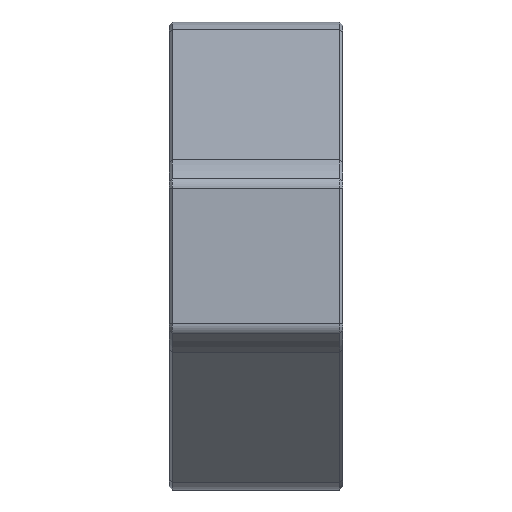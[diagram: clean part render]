
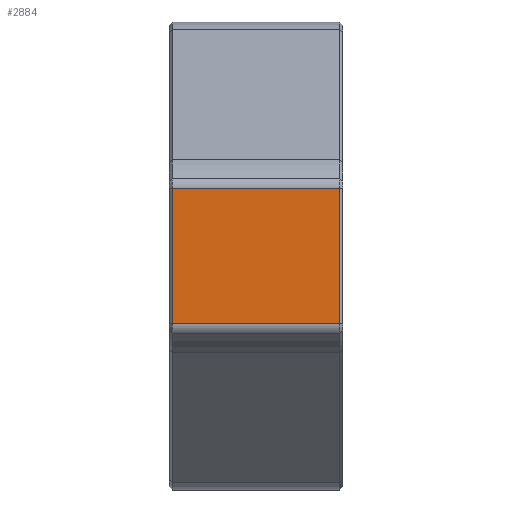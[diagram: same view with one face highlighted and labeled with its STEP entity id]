
A CAD part, left-side view. The second image highlights one B-rep face of the part: STEP entity #2884.
In plain terms, the highlighted planar face has unit normal (-1, 0, 0).
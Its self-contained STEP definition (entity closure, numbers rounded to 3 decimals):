
#454 = EDGE_LOOP ( 'NONE', ( #4638, #3778, #1942, #5945 ) ) ;
#948 = CARTESIAN_POINT ( 'NONE',  ( -138., 25., -20.304 ) ) ;
#977 = LINE ( 'NONE', #5689, #7400 ) ;
#1324 = CARTESIAN_POINT ( 'NONE',  ( -138., -25., -20.304 ) ) ;
#1942 = ORIENTED_EDGE ( 'NONE', *, *, #3766, .F. ) ;
#1952 = PLANE ( 'NONE',  #5364 ) ;
#2243 = EDGE_CURVE ( 'NONE', #7232, #4783, #3384, .T. ) ;
#2674 = DIRECTION ( 'NONE',  ( 0., 0., -1. ) ) ;
#2770 = DIRECTION ( 'NONE',  ( 0., -1., 0. ) ) ;
#2838 = VERTEX_POINT ( 'NONE', #6237 ) ;
#2884 = ADVANCED_FACE ( 'NONE', ( #5972 ), #1952, .F. ) ;
#3100 = DIRECTION ( 'NONE',  ( 0., -1., 0. ) ) ;
#3384 = LINE ( 'NONE', #4364, #5448 ) ;
#3597 = DIRECTION ( 'NONE',  ( 0., 0., -1. ) ) ;
#3686 = VERTEX_POINT ( 'NONE', #4728 ) ;
#3766 = EDGE_CURVE ( 'NONE', #2838, #4783, #5947, .T. ) ;
#3778 = ORIENTED_EDGE ( 'NONE', *, *, #2243, .T. ) ;
#3792 = LINE ( 'NONE', #948, #5880 ) ;
#4198 = DIRECTION ( 'NONE',  ( 1., 0., 0. ) ) ;
#4232 = EDGE_CURVE ( 'NONE', #3686, #7232, #977, .T. ) ;
#4364 = CARTESIAN_POINT ( 'NONE',  ( -138., -25., -20.304 ) ) ;
#4638 = ORIENTED_EDGE ( 'NONE', *, *, #4232, .T. ) ;
#4728 = CARTESIAN_POINT ( 'NONE',  ( -138., 25., -20.304 ) ) ;
#4783 = VERTEX_POINT ( 'NONE', #7335 ) ;
#5000 = VECTOR ( 'NONE', #3100, 1000. ) ;
#5364 = AXIS2_PLACEMENT_3D ( 'NONE', #5437, #4198, #3597 ) ;
#5437 = CARTESIAN_POINT ( 'NONE',  ( -138., 26., -20.304 ) ) ;
#5448 = VECTOR ( 'NONE', #7364, 1000. ) ;
#5689 = CARTESIAN_POINT ( 'NONE',  ( -138., 26., -20.304 ) ) ;
#5880 = VECTOR ( 'NONE', #2674, 1000. ) ;
#5890 = EDGE_CURVE ( 'NONE', #2838, #3686, #3792, .T. ) ;
#5945 = ORIENTED_EDGE ( 'NONE', *, *, #5890, .T. ) ;
#5947 = LINE ( 'NONE', #6515, #5000 ) ;
#5972 = FACE_OUTER_BOUND ( 'NONE', #454, .T. ) ;
#6237 = CARTESIAN_POINT ( 'NONE',  ( -138., 25., 20.304 ) ) ;
#6515 = CARTESIAN_POINT ( 'NONE',  ( -138., 26., 20.304 ) ) ;
#7232 = VERTEX_POINT ( 'NONE', #1324 ) ;
#7335 = CARTESIAN_POINT ( 'NONE',  ( -138., -25., 20.304 ) ) ;
#7364 = DIRECTION ( 'NONE',  ( 0., 0., 1. ) ) ;
#7400 = VECTOR ( 'NONE', #2770, 1000. ) ;
